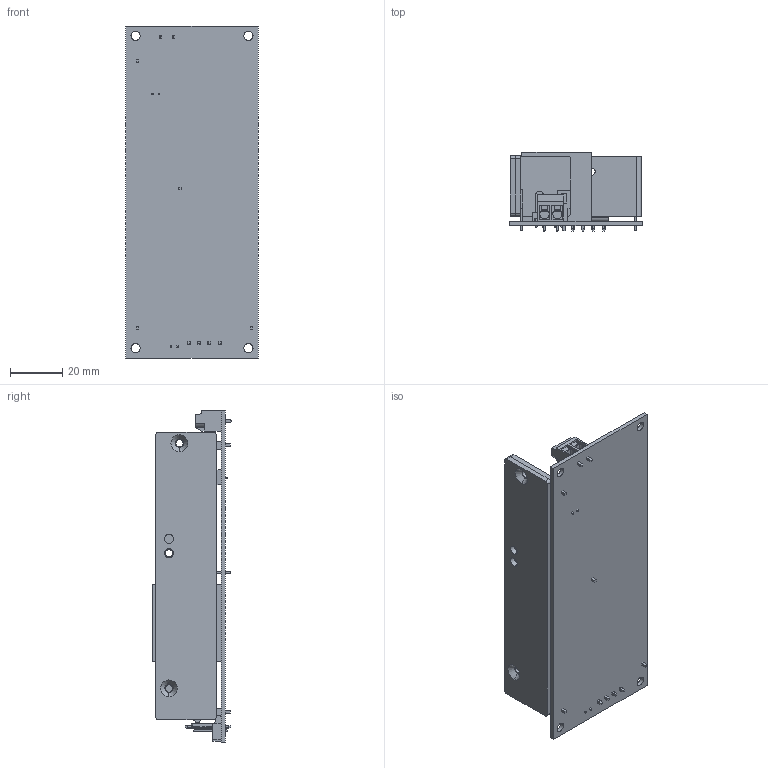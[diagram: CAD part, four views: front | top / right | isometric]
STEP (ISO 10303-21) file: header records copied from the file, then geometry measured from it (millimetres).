
FILE_DESCRIPTION((''),'2;1');
FILE_NAME('MPD-F113-1_ASM','2017-08-08T',('Abe'),(''),'PRO/ENGINEER BY PARAMETRIC TECHNOLOGY CORPORATION, 2011080','PRO/ENGINEER BY PARAMETRIC TECHNOLOGY CORPORATION, 2011080','');
FILE_SCHEMA(('CONFIG_CONTROL_DESIGN'));
Length unit declared in the file: millimetre
Products named in the file (12): 850-F113-1; 707-ED50-02; 800-113P-1; HEAT_SINK_PIN; 800-113P-1_ASM; 800-113M-V; 800-113S-1; 800-113S-1_ASM; 360-F113; 710-8673-04; 710-2512-02; MPD-F113-1_ASM
Assembly tree (15 placements, depth 3):
  MPD-F113-1_ASM
    850-F113-1
    707-ED50-02
    800-113P-1_ASM
      800-113P-1
      HEAT_SINK_PIN  x2
    800-113M-V
    800-113S-1_ASM
      800-113S-1
      HEAT_SINK_PIN  x2
    360-F113
    710-8673-04
    710-2512-02  x2
Bounding box: 50.8 x 30.6 x 127 mm (x, y, z)
Volume: 44915 mm3; surface area: 34756.6 mm2
Topology: 13 solids, 15 shells, 868 faces, 2325 edges, 1526 vertices
Faces by surface type: plane 763, cylinder 97, sphere 4, cone 4
Entity records: 23889 total; most frequent: CARTESIAN_POINT 4524, ORIENTED_EDGE 4070, DIRECTION 3747, EDGE_CURVE 2035, VECTOR 1761, LINE 1761, VERTEX_POINT 1338, AXIS2_PLACEMENT_3D 993
